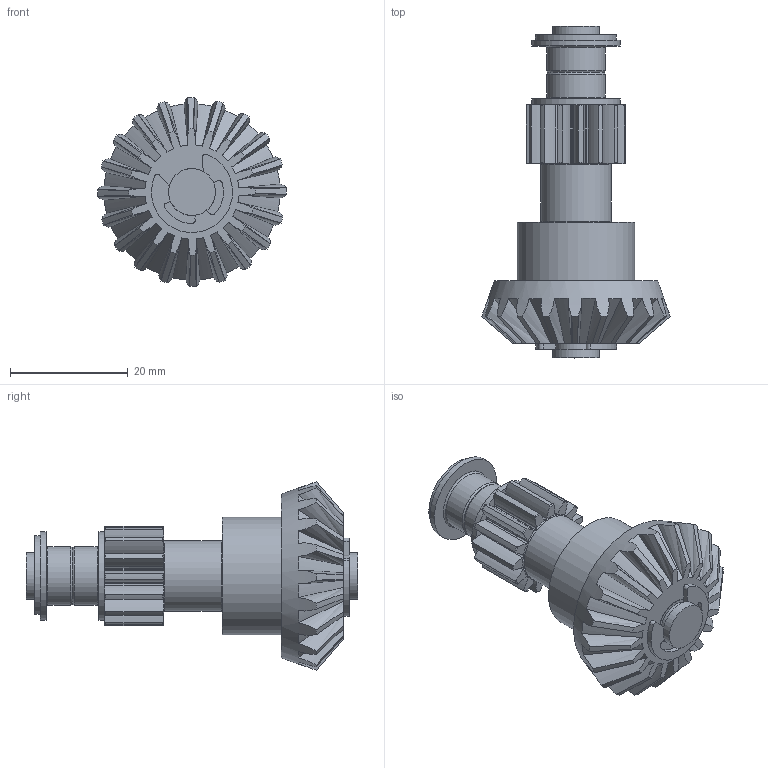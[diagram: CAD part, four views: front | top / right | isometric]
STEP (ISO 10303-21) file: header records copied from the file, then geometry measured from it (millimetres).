
FILE_DESCRIPTION(/* description */ (''),/* implementation_level */ '2;1');
FILE_NAME(/* name */ 'AssemblageStep0AxeCaptif.stp',/* time_stamp */ '2022-05-31T10:05:33+02:00',/* author */ ('Nathann'),/* organization */ (''),/* preprocessor_version */ 'ST-DEVELOPER v16.13',/* originating_system */ 'Autodesk Inventor 2018',/* authorisation */ '');
FILE_SCHEMA (('AUTOMOTIVE_DESIGN { 1 0 10303 214 3 1 1 }'));
Length unit declared in the file: millimetre
Products named in the file (7): AssemblagePiecePresentation; 2662N415_20DegreePressureAnglePlasticGear; 2977N12_Rounded Machine Key; AxeVerticalCaptif; 2810N4_PlasticMiterGear; 57785K314_Food Industry Dry-Running Sleeve Bearing; 98317A224_Side-Mount External Retaining Ring
Assembly tree (8 placements, depth 2):
  AssemblagePiecePresentation
    2662N415_20DegreePressureAnglePlasticGear
    2977N12_Rounded Machine Key
    57785K314_Food Industry Dry-Running Sleeve Bearing  x2
    AxeVerticalCaptif
    2810N4_PlasticMiterGear
    98317A224_Side-Mount External Retaining Ring  x2
Bounding box: 32.1 x 56.5 x 32.1 mm (x, y, z)
Volume: 13231.7 mm3; surface area: 9190.8 mm2
Topology: 8 solids, 8 shells, 326 faces, 875 edges, 572 vertices
Faces by surface type: cylinder 133, plane 76, bspline 60, torus 34, cone 23
Full cylindrical faces by diameter (mm): 7 x2, 8 x3, 8.025 x2, 10.015 x2, 12 x1, 15 x2, 20 x1
Entity records: 11435 total; most frequent: CARTESIAN_POINT 3901, ORIENTED_EDGE 1576, DIRECTION 1498, EDGE_CURVE 788, AXIS2_PLACEMENT_3D 641, VERTEX_POINT 524, CIRCLE 388, EDGE_LOOP 326
